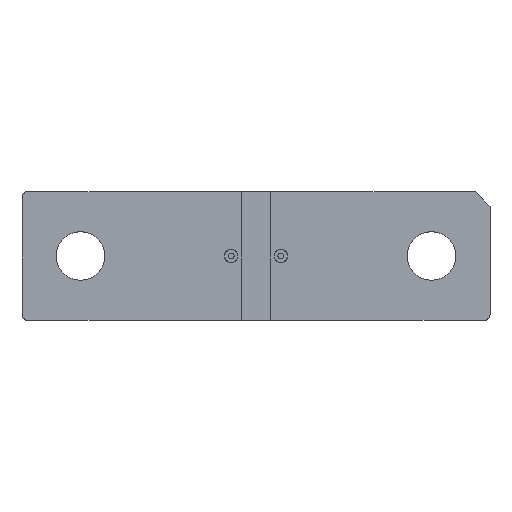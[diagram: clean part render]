
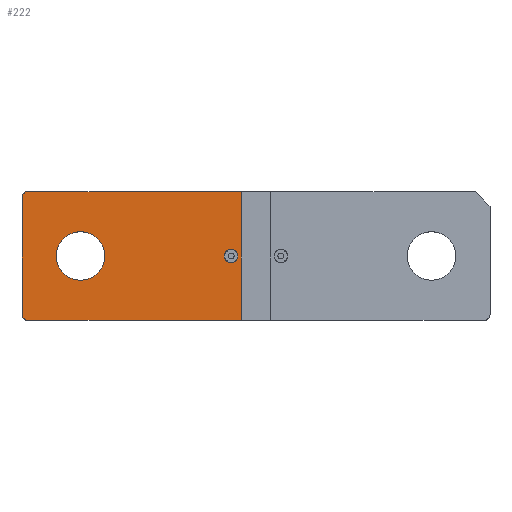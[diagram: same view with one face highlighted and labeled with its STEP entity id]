
A CAD part, top view. The second image highlights one B-rep face of the part: STEP entity #222.
In plain terms, the highlighted planar face has unit normal (0, 0, 1).
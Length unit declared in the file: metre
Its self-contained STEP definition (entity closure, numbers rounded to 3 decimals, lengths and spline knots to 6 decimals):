
#222=ADVANCED_FACE('0:47',(#413,#414,#415),#416,.T.);
#413=FACE_BOUND('',#634,.T.);
#414=FACE_OUTER_BOUND('',#635,.T.);
#415=FACE_BOUND('',#636,.T.);
#416=PLANE('',#637);
#634=EDGE_LOOP('',(#873,#874));
#635=EDGE_LOOP('',(#875,#876,#877,#878,#879,#880));
#636=EDGE_LOOP('',(#881,#882));
#637=AXIS2_PLACEMENT_3D('',#883,#884,#885);
#873=ORIENTED_EDGE('',*,*,#1356,.T.);
#874=ORIENTED_EDGE('',*,*,#1373,.T.);
#875=ORIENTED_EDGE('',*,*,#1374,.F.);
#876=ORIENTED_EDGE('',*,*,#1360,.T.);
#877=ORIENTED_EDGE('',*,*,#1375,.F.);
#878=ORIENTED_EDGE('',*,*,#1370,.T.);
#879=ORIENTED_EDGE('',*,*,#1376,.F.);
#880=ORIENTED_EDGE('',*,*,#1365,.F.);
#881=ORIENTED_EDGE('',*,*,#1351,.T.);
#882=ORIENTED_EDGE('',*,*,#1377,.T.);
#883=CARTESIAN_POINT('',(-0.02425,0.0,0.002));
#884=DIRECTION('',(0.0,0.0,1.0));
#885=DIRECTION('',(1.0,0.0,0.0));
#1351=EDGE_CURVE('0:122',#1552,#1556,#1558,.T.);
#1356=EDGE_CURVE('0:110',#1561,#1565,#1567,.T.);
#1360=EDGE_CURVE('0:80',#1574,#1572,#1575,.T.);
#1365=EDGE_CURVE('0:92',#1581,#1583,#1584,.T.);
#1370=EDGE_CURVE('0:104',#1592,#1590,#1593,.T.);
#1373=EDGE_CURVE('',#1565,#1561,#1596,.T.);
#1374=EDGE_CURVE('0:113',#1574,#1581,#1597,.T.);
#1375=EDGE_CURVE('0:116',#1592,#1572,#1598,.T.);
#1376=EDGE_CURVE('0:119',#1583,#1590,#1599,.T.);
#1377=EDGE_CURVE('',#1556,#1552,#1600,.T.);
#1552=VERTEX_POINT('',#1841);
#1556=VERTEX_POINT('',#1846);
#1558=CIRCLE('',#1849,0.00115);
#1561=VERTEX_POINT('',#1852);
#1565=VERTEX_POINT('',#1857);
#1567=CIRCLE('',#1860,0.00415);
#1572=VERTEX_POINT('',#1865);
#1574=VERTEX_POINT('',#1868);
#1575=CIRCLE('',#1869,0.001);
#1581=VERTEX_POINT('',#1877);
#1583=VERTEX_POINT('',#1880);
#1584=LINE('',#1881,#1882);
#1590=VERTEX_POINT('',#1889);
#1592=VERTEX_POINT('',#1892);
#1593=CIRCLE('',#1893,0.001);
#1596=CIRCLE('',#1897,0.00415);
#1597=LINE('',#1898,#1899);
#1598=LINE('',#1900,#1901);
#1599=LINE('',#1902,#1903);
#1600=CIRCLE('',#1904,0.00115);
#1841=CARTESIAN_POINT('',(-0.0031,0.0,0.002));
#1846=CARTESIAN_POINT('',(-0.0054,0.,0.002));
#1849=AXIS2_PLACEMENT_3D('',#2198,#2199,#2200);
#1852=CARTESIAN_POINT('',(-0.02585,0.0,0.002));
#1857=CARTESIAN_POINT('',(-0.03415,0.,0.002));
#1860=AXIS2_PLACEMENT_3D('',#2206,#2207,#2208);
#1865=CARTESIAN_POINT('',(-0.04,0.01,0.002));
#1868=CARTESIAN_POINT('',(-0.039,0.011,0.002));
#1869=AXIS2_PLACEMENT_3D('',#2213,#2214,#2215);
#1877=CARTESIAN_POINT('',(-0.0025,0.011,0.002));
#1880=CARTESIAN_POINT('',(-0.0025,-0.011,0.002));
#1881=CARTESIAN_POINT('',(-0.0025,0.0,0.002));
#1882=VECTOR('',#2219,1.0);
#1889=CARTESIAN_POINT('',(-0.039,-0.011,0.002));
#1892=CARTESIAN_POINT('',(-0.04,-0.01,0.002));
#1893=AXIS2_PLACEMENT_3D('',#2225,#2226,#2227);
#1897=AXIS2_PLACEMENT_3D('',#2229,#2230,#2231);
#1898=CARTESIAN_POINT('',(-0.02425,0.011,0.002));
#1899=VECTOR('',#2232,1.0);
#1900=CARTESIAN_POINT('',(-0.04,0.0,0.002));
#1901=VECTOR('',#2233,1.0);
#1902=CARTESIAN_POINT('',(-0.02425,-0.011,0.002));
#1903=VECTOR('',#2234,1.0);
#1904=AXIS2_PLACEMENT_3D('',#2235,#2236,#2237);
#2198=CARTESIAN_POINT('',(-0.00425,0.0,0.002));
#2199=DIRECTION('',(0.0,0.0,-1.0));
#2200=DIRECTION('',(1.0,0.0,0.0));
#2206=CARTESIAN_POINT('',(-0.03,0.0,0.002));
#2207=DIRECTION('',(0.0,0.0,-1.0));
#2208=DIRECTION('',(1.0,0.0,0.0));
#2213=CARTESIAN_POINT('',(-0.039,0.01,0.002));
#2214=DIRECTION('',(0.0,0.0,1.0));
#2215=DIRECTION('',(1.0,0.0,0.0));
#2219=DIRECTION('',(0.0,-1.0,0.0));
#2225=CARTESIAN_POINT('',(-0.039,-0.01,0.002));
#2226=DIRECTION('',(0.0,0.0,1.0));
#2227=DIRECTION('',(1.0,0.0,0.0));
#2229=CARTESIAN_POINT('',(-0.03,0.0,0.002));
#2230=DIRECTION('',(0.0,0.0,-1.0));
#2231=DIRECTION('',(1.0,0.0,0.0));
#2232=DIRECTION('',(1.0,0.0,0.0));
#2233=DIRECTION('',(0.0,1.0,0.0));
#2234=DIRECTION('',(-1.0,0.0,0.0));
#2235=CARTESIAN_POINT('',(-0.00425,0.0,0.002));
#2236=DIRECTION('',(0.0,0.0,-1.0));
#2237=DIRECTION('',(1.0,0.0,0.0));
